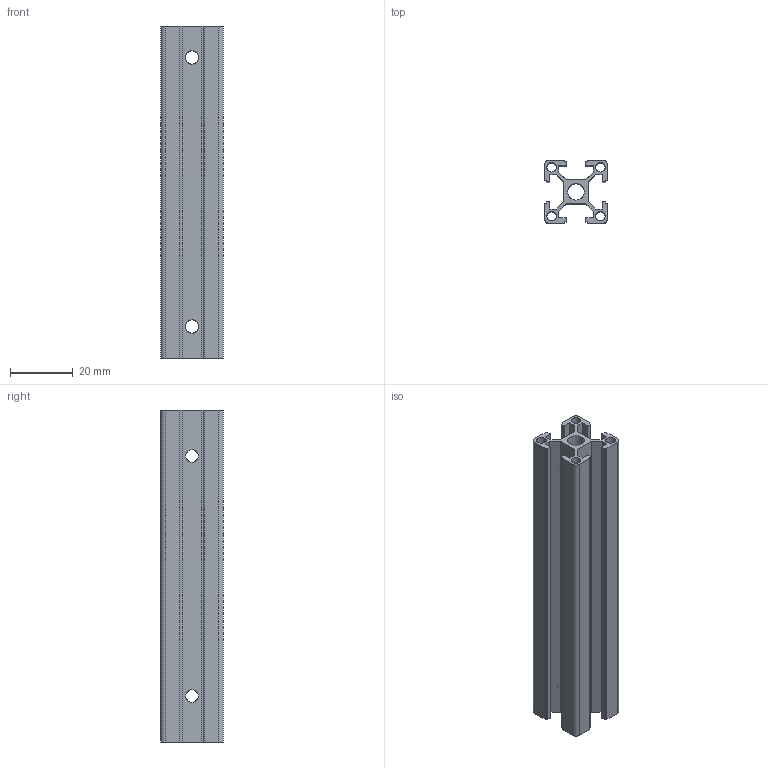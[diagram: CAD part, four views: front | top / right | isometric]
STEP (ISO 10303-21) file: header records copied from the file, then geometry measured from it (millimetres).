
FILE_DESCRIPTION (( 'STEP AP214' ), '1' );
FILE_NAME ('2020韁梓臏倰第_酗110 4跺.STEP', '2023-07-18T05:39:51', ( '' ), ( '' ), 'SwSTEP 2.0', 'SolidWorks 2022', '' );
FILE_SCHEMA (( 'AUTOMOTIVE_DESIGN' ));
Length unit declared in the file: millimetre
Products named in the file (1): 2020韁梓臏倰第_酗110 4跺
Bounding box: 20 x 20 x 105.4 mm (x, y, z)
Volume: 13502 mm3; surface area: 22037.7 mm2
Topology: 1 solids, 1 shells, 124 faces, 370 edges, 244 vertices
Faces by surface type: plane 74, cylinder 50
Entity records: 5696 total; most frequent: CARTESIAN_POINT 1291, ORIENTED_EDGE 740, DIRECTION 672, EDGE_CURVE 370, VECTOR 262, LINE 262, VERTEX_POINT 244, AXIS2_PLACEMENT_3D 205
